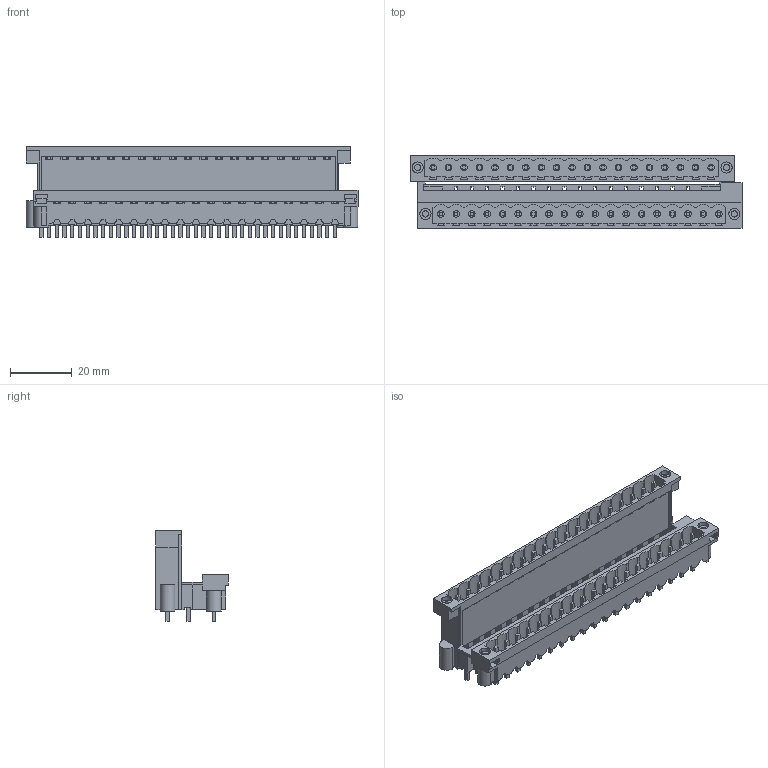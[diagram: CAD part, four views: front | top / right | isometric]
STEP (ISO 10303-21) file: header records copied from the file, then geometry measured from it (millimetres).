
FILE_DESCRIPTION(('CATIA V5 STEP Exchange','CAx-IF Rec.Pracs.--- Model Styling and Organization---1.2---2011-12-15'),'2;1');
FILE_NAME ('D1458354_0_1883300000_1883300000.stp','2018-03-30T11:54:21+00:00',('none'),('Weidmueller'),'CATIA Version 5-6 Release 2014','CATIA V5 STEP AP214','none');
FILE_SCHEMA(('AUTOMOTIVE_DESIGN { 1 0 10303 214 1 1 1 1 }'));
Length unit declared in the file: millimetre
Products named in the file (1): 1883300000
Bounding box: 107.5 x 23.43 x 29.36 mm (x, y, z)
Volume: 17254 mm3; surface area: 27638.2 mm2
Topology: 45 solids, 45 shells, 1536 faces, 4720 edges, 3222 vertices
Faces by surface type: plane 1368, cylinder 168
Entity records: 51774 total; most frequent: CARTESIAN_POINT 9490, ORIENTED_EDGE 9440, DIRECTION 6917, EDGE_CURVE 4720, VECTOR 4272, LINE 4272, VERTEX_POINT 3222, EDGE_LOOP 1694
